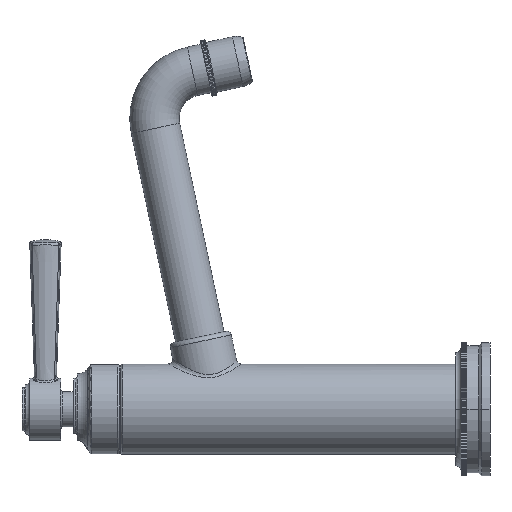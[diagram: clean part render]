
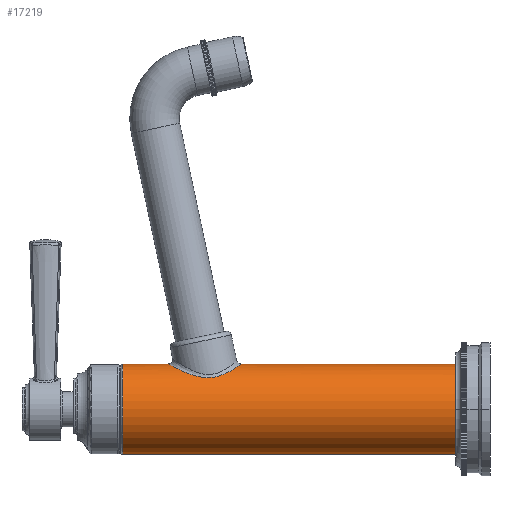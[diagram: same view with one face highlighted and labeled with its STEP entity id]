
A CAD part, left-side view. The second image highlights one B-rep face of the part: STEP entity #17219.
In plain terms, the highlighted cylindrical face has radius 20.32 mm (diameter 40.64 mm), a partial arc.
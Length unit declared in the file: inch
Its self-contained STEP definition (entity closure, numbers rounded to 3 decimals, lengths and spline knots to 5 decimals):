
#4661=CARTESIAN_POINT('',(0.,0.61,0.));
#4662=DIRECTION('',(0.,1.,0.));
#4663=DIRECTION('',(0.,0.,-1.));
#4664=AXIS2_PLACEMENT_3D('',#4661,#4662,#4663);
#4710=DIRECTION('',(0.,-1.,0.));
#4711=VECTOR('',#4710,5.893);
#4712=CARTESIAN_POINT('',(0.,6.503,-0.8));
#4713=LINE('',#4712,#4711);
#4714=CARTESIAN_POINT('',(0.,6.503,0.));
#4715=DIRECTION('',(0.,-1.,0.));
#4716=DIRECTION('',(0.,0.,1.));
#4717=AXIS2_PLACEMENT_3D('',#4714,#4715,#4716);
#4719=DIRECTION('',(0.,-1.,0.));
#4720=VECTOR('',#4719,0.80892);
#4721=CARTESIAN_POINT('',(0.,6.503,0.8));
#4722=LINE('',#4721,#4720);
#4723=CARTESIAN_POINT('',(0.,5.69408,0.8));
#4724=CARTESIAN_POINT('',(-0.01367,5.69408,
0.8));
#4725=CARTESIAN_POINT('',(-0.04127,5.6928,
0.7993));
#4726=CARTESIAN_POINT('',(-0.08334,5.68691,
0.79603));
#4727=CARTESIAN_POINT('',(-0.12607,5.67668,
0.7904));
#4728=CARTESIAN_POINT('',(-0.16937,5.66184,
0.78229));
#4729=CARTESIAN_POINT('',(-0.21306,5.64199,
0.77156));
#4730=CARTESIAN_POINT('',(-0.25735,5.61647,
0.75796));
#4731=CARTESIAN_POINT('',(-0.30202,5.58459,
0.74132));
#4732=CARTESIAN_POINT('',(-0.34656,5.54572,
0.7216));
#4733=CARTESIAN_POINT('',(-0.39024,5.49932,
0.69894));
#4734=CARTESIAN_POINT('',(-0.4319,5.44536,
0.67396));
#4735=CARTESIAN_POINT('',(-0.46995,5.38478,
0.64792));
#4736=CARTESIAN_POINT('',(-0.50263,5.31988,
0.62277));
#4737=CARTESIAN_POINT('',(-0.52869,5.25396,
0.60066));
#4738=CARTESIAN_POINT('',(-0.54796,5.18998,
0.58301));
#4739=CARTESIAN_POINT('',(-0.56113,5.12943,
0.57027));
#4740=CARTESIAN_POINT('',(-0.56918,5.07255,
0.56219));
#4741=CARTESIAN_POINT('',(-0.57289,5.01883,
0.55838));
#4742=CARTESIAN_POINT('',(-0.57286,4.96756,
0.55842));
#4743=CARTESIAN_POINT('',(-0.56925,4.91788,
0.56212));
#4744=CARTESIAN_POINT('',(-0.56212,4.86905,
0.56928));
#4745=CARTESIAN_POINT('',(-0.55107,4.82048,
0.58002));
#4746=CARTESIAN_POINT('',(-0.53571,4.77181,
0.59431));
#4747=CARTESIAN_POINT('',(-0.51539,4.72311,
0.61211));
#4748=CARTESIAN_POINT('',(-0.48972,4.67509,
0.63294));
#4749=CARTESIAN_POINT('',(-0.45854,4.62868,
0.65598));
#4750=CARTESIAN_POINT('',(-0.42234,4.58535,
0.67994));
#4751=CARTESIAN_POINT('',(-0.38193,4.54608,
0.70349));
#4752=CARTESIAN_POINT('',(-0.33832,4.51165,
0.72551));
#4753=CARTESIAN_POINT('',(-0.29248,4.48231,
0.74518));
#4754=CARTESIAN_POINT('',(-0.24513,4.45803,
0.76207));
#4755=CARTESIAN_POINT('',(-0.19683,4.4386,
0.77595));
#4756=CARTESIAN_POINT('',(-0.14795,4.42382,
0.78673));
#4757=CARTESIAN_POINT('',(-0.09869,4.41342,
0.79441));
#4758=CARTESIAN_POINT('',(-0.04926,4.40728,
0.79899));
#4759=CARTESIAN_POINT('',(-0.01639,4.40593,
0.8));
#4760=CARTESIAN_POINT('',(0.,4.40593,0.8));
#4762=DIRECTION('',(0.,-1.,0.));
#4763=VECTOR('',#4762,3.79593);
#4764=CARTESIAN_POINT('',(0.,4.40593,0.8));
#4765=LINE('',#4764,#4763);
#9985=CARTESIAN_POINT('',(0.,6.503,0.8));
#9986=CARTESIAN_POINT('',(0.,6.503,-0.8));
#9987=VERTEX_POINT('',#9985);
#9988=VERTEX_POINT('',#9986);
#9993=VERTEX_POINT('',#4723);
#9994=VERTEX_POINT('',#4760);
#10009=CARTESIAN_POINT('',(0.,0.61,0.8));
#10010=CARTESIAN_POINT('',(0.,0.61,-0.8));
#10011=VERTEX_POINT('',#10009);
#10012=VERTEX_POINT('',#10010);
#17204=CARTESIAN_POINT('',(0.,0.302,0.));
#17205=DIRECTION('',(0.,1.,0.));
#17206=DIRECTION('',(0.,0.,-1.));
#17207=AXIS2_PLACEMENT_3D('',#17204,#17205,#17206);
#17208=CYLINDRICAL_SURFACE('',#17207,0.8);
#17209=ORIENTED_EDGE('',*,*,#17180,.F.);
#17210=ORIENTED_EDGE('',*,*,#17199,.F.);
#17212=ORIENTED_EDGE('',*,*,#17211,.F.);
#17213=ORIENTED_EDGE('',*,*,#17195,.T.);
#17215=ORIENTED_EDGE('',*,*,#17214,.T.);
#17216=ORIENTED_EDGE('',*,*,#17191,.T.);
#17217=EDGE_LOOP('',(#17209,#17210,#17212,#17213,#17215,#17216));
#17218=FACE_OUTER_BOUND('',#17217,.F.);
#17219=ADVANCED_FACE('',(#17218),#17208,.T.);
#4665=CIRCLE('',#4664,0.8);
#4718=CIRCLE('',#4717,0.8);
#4761=B_SPLINE_CURVE_WITH_KNOTS('',3,(#4723,#4724,#4725,#4726,#4727,#4728,#4729,
#4730,#4731,#4732,#4733,#4734,#4735,#4736,#4737,#4738,#4739,#4740,#4741,#4742,
#4743,#4744,#4745,#4746,#4747,#4748,#4749,#4750,#4751,#4752,#4753,#4754,#4755,
#4756,#4757,#4758,#4759,#4760),.UNSPECIFIED.,.F.,.F.,(4,1,1,1,1,1,1,1,1,1,1,1,1,
1,1,1,1,1,1,1,1,1,1,1,1,1,1,1,1,1,1,1,1,1,1,4),(0.,0.02857,
0.05714,0.08571,0.11429,0.14286,
0.17143,0.2,0.22857,0.25714,0.28571,
0.31429,0.34286,0.37143,0.4,0.42857,
0.45714,0.48571,0.51429,0.54286,
0.57143,0.6,0.62857,0.65714,0.68571,
0.71429,0.74286,0.77143,0.8,0.82857,
0.85714,0.88571,0.91429,0.94286,
0.97143,1.),.UNSPECIFIED.);
#17180=EDGE_CURVE('',#10012,#10011,#4665,.T.);
#17191=EDGE_CURVE('',#9994,#10011,#4765,.T.);
#17195=EDGE_CURVE('',#9987,#9993,#4722,.T.);
#17199=EDGE_CURVE('',#9988,#10012,#4713,.T.);
#17211=EDGE_CURVE('',#9987,#9988,#4718,.T.);
#17214=EDGE_CURVE('',#9993,#9994,#4761,.T.);
